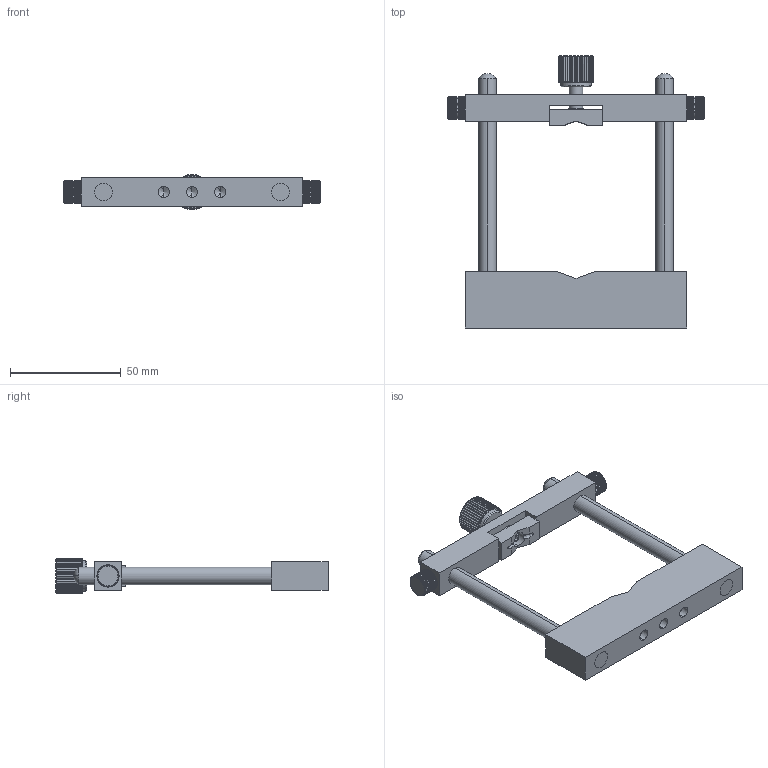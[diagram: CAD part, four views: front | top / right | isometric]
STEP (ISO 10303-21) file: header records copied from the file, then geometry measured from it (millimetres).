
FILE_DESCRIPTION (( 'STEP AP203' ), '1' );
FILE_NAME ('04VFH-2.STEP', '2016-04-18T03:57:09', ( '' ), ( '' ), 'SwSTEP 2.0', 'SolidWorks 2016', '' );
FILE_SCHEMA (( 'CONFIG_CONTROL_DESIGN' ));
Length unit declared in the file: millimetre
Products named in the file (1): 04VFH-2
Bounding box: 116 x 122.9 x 15.99 mm (x, y, z)
Volume: 56923.8 mm3; surface area: 25855.1 mm2
Topology: 11 solids, 11 shells, 697 faces, 1985 edges, 1310 vertices
Faces by surface type: cylinder 390, plane 265, cone 24, torus 8, bspline 6, sphere 4
Entity records: 28567 total; most frequent: CARTESIAN_POINT 11593, ORIENTED_EDGE 3950, DIRECTION 2980, EDGE_CURVE 1975, VERTEX_POINT 1310, AXIS2_PLACEMENT_3D 1132, B_SPLINE_CURVE_WITH_KNOTS 812, EDGE_LOOP 727
